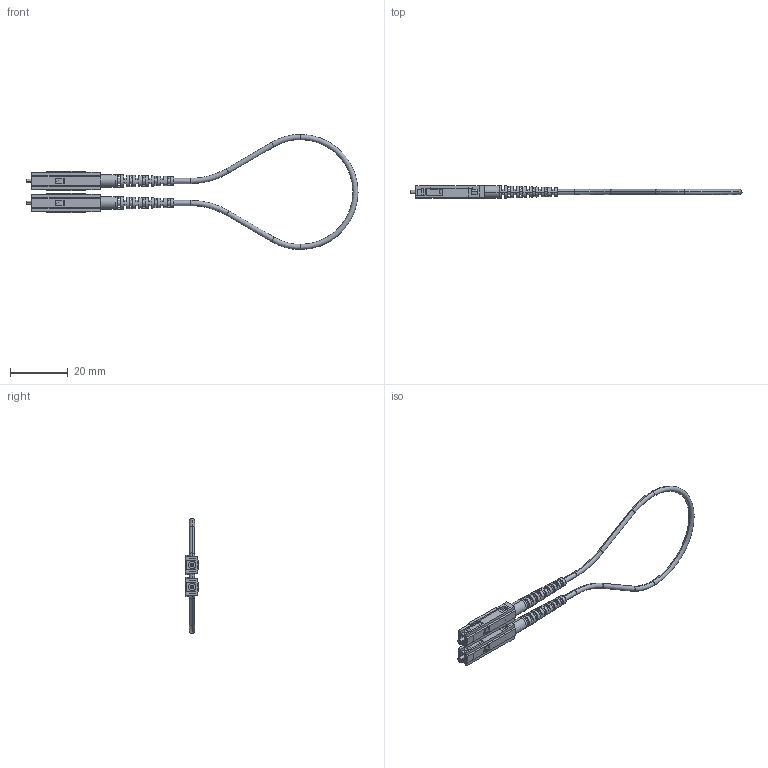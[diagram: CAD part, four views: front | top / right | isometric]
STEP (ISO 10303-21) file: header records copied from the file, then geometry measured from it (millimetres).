
FILE_DESCRIPTION (( 'STEP AP203' ), '1' );
FILE_NAME ('SFOL-MU.STEP', '2006-06-23T20:20:36', ( 'lcom' ), ( 'lcom' ), 'SwSTEP 2.0', 'SolidWorks 2006004', '' );
FILE_SCHEMA (( 'CONFIG_CONTROL_DESIGN' ));
Length unit declared in the file: inch
Products named in the file (9): 1AF07-001-MA6; 1AF07-001-MA5; 1AF07-001; SFOL-MU; 1AF07-001-MA2; 1AF07-001-MA3; 1AF07-001-MA4; 1AF07-001-MA1; SFOL-MU-MA3
Assembly tree (9 placements, depth 3):
  SFOL-MU
    1AF07-001  x2
      1AF07-001-MA1
      1AF07-001-MA3
      1AF07-001-MA6
      1AF07-001-MA4
      1AF07-001-MA2
      1AF07-001-MA5
    SFOL-MU-MA3
Bounding box: 115.09 x 4.39 x 39.88 mm (x, y, z)
Volume: 1488.2 mm3; surface area: 5390.4 mm2
Topology: 13 solids, 13 shells, 554 faces, 1630 edges, 1068 vertices
Faces by surface type: plane 444, cylinder 76, cone 20, torus 10, bspline 4
Entity records: 12743 total; most frequent: CARTESIAN_POINT 4026, ORIENTED_EDGE 1668, DIRECTION 1570, EDGE_CURVE 834, VERTEX_POINT 544, AXIS2_PLACEMENT_3D 530, VECTOR 510, LINE 510
